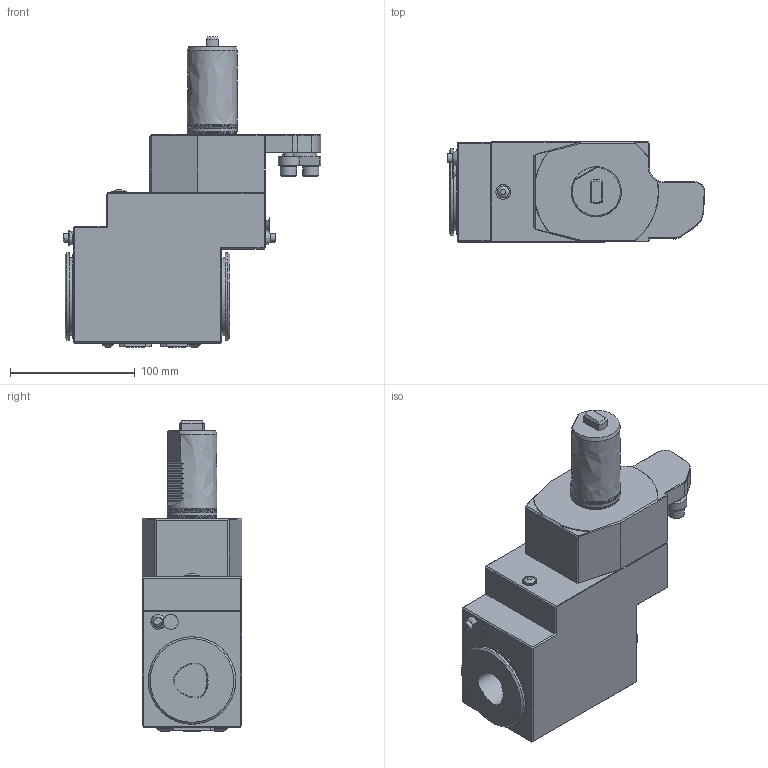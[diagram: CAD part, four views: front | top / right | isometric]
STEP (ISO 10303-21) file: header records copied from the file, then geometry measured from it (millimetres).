
FILE_DESCRIPTION(/* description */ (''),/* implementation_level */ '2;1');
FILE_NAME(/* name */ '1618581766198.stp',/* time_stamp */ '2021-04-16T16:02:53+02:00',/* author */ (''),/* organization */ ('SMS'),/* preprocessor_version */ 'ST-DEVELOPER v16.7',/* originating_system */ 'SIEMENS PLM Software NX 12.0',/* authorisation */ '');
FILE_SCHEMA (('AUTOMOTIVE_DESIGN { 1 0 10303 214 3 1 1 1 }'));
Length unit declared in the file: millimetre
Products named in the file (1): 203494311mod000_00
Bounding box: 206.49 x 80 x 248.5 mm (x, y, z)
Volume: 1691465.3 mm3; surface area: 117229.9 mm2
Topology: 1 solids, 1 shells, 285 faces, 686 edges, 440 vertices
Faces by surface type: plane 181, bspline 60, cone 33, sphere 5, torus 4, cylinder 2
Full cylindrical faces by diameter (mm): 2.5 x2
Entity records: 11322 total; most frequent: CARTESIAN_POINT 5754, ORIENTED_EDGE 1208, DIRECTION 822, EDGE_CURVE 604, VERTEX_POINT 409, EDGE_LOOP 385, LINE 324, VECTOR 324
